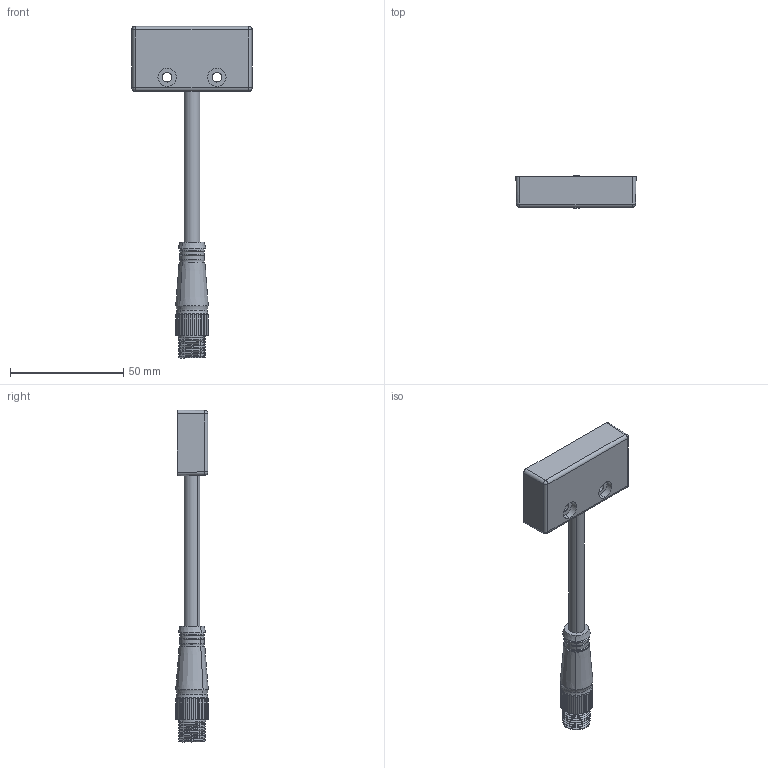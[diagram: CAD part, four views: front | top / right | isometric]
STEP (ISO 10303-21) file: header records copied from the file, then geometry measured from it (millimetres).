
FILE_DESCRIPTION (( 'STEP AP203' ), '1' );
FILE_NAME ('MS5 SS with 6 pin LQD.STEP', '2022-03-28T09:39:59', ( '' ), ( '' ), 'SwSTEP 2.0', 'SolidWorks 2021', '' );
FILE_SCHEMA (( 'CONFIG_CONTROL_DESIGN' ));
Length unit declared in the file: millimetre
Products named in the file (3): 372.702 MS5 SS SWITCH; LQD 6 pin; MS5 SS with 6 pin LQD
Assembly tree (2 placements, depth 2):
  MS5 SS with 6 pin LQD
    372.702 MS5 SS SWITCH
    LQD 6 pin
Bounding box: 53 x 14.4 x 146.43 mm (x, y, z)
Volume: 15783.1 mm3; surface area: 12563.5 mm2
Topology: 2 solids, 2 shells, 246 faces, 638 edges, 416 vertices
Faces by surface type: plane 120, cylinder 97, cone 12, torus 10, sphere 4, bspline 3
Entity records: 9218 total; most frequent: CARTESIAN_POINT 3006, ORIENTED_EDGE 1276, DIRECTION 1199, EDGE_CURVE 638, AXIS2_PLACEMENT_3D 440, VERTEX_POINT 416, VECTOR 319, LINE 319
